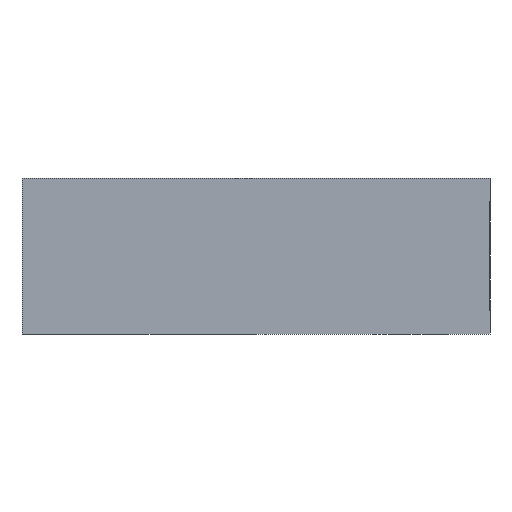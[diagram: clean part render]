
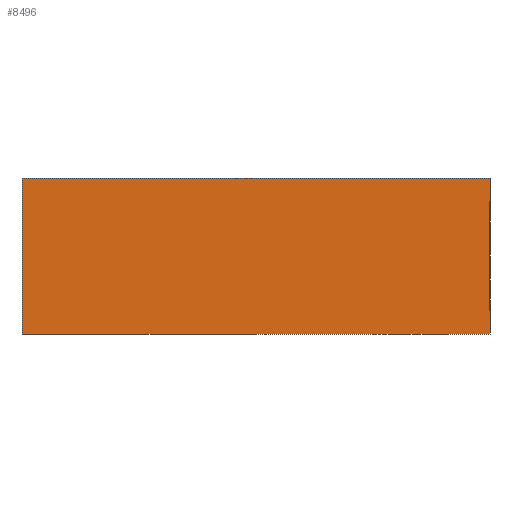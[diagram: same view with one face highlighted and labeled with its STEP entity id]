
A CAD part, left-side view. The second image highlights one B-rep face of the part: STEP entity #8496.
In plain terms, the highlighted planar face has unit normal (-1, 0, 0).
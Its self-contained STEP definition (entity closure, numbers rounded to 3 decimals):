
#3045=DIRECTION('',(0.,1.,0.));
#3046=VECTOR('',#3045,15.);
#3047=CARTESIAN_POINT('',(-7.5,-7.5,-2.5));
#3048=LINE('',#3047,#3046);
#3083=DIRECTION('',(0.,0.,-1.));
#3084=VECTOR('',#3083,5.);
#3085=CARTESIAN_POINT('',(-7.5,7.5,2.5));
#3086=LINE('',#3085,#3084);
#3091=DIRECTION('',(0.,0.,1.));
#3092=VECTOR('',#3091,3.5);
#3093=CARTESIAN_POINT('',(-7.5,-7.48,-1.75));
#3094=LINE('',#3093,#3092);
#3095=DIRECTION('',(0.,1.,0.));
#3096=VECTOR('',#3095,0.02);
#3097=CARTESIAN_POINT('',(-7.5,-7.5,-1.75));
#3098=LINE('',#3097,#3096);
#3099=DIRECTION('',(0.,1.,0.));
#3100=VECTOR('',#3099,15.);
#3101=CARTESIAN_POINT('',(-7.5,-7.5,2.5));
#3102=LINE('',#3101,#3100);
#3103=DIRECTION('',(0.,1.,0.));
#3104=VECTOR('',#3103,0.02);
#3105=CARTESIAN_POINT('',(-7.5,-7.5,1.75));
#3106=LINE('',#3105,#3104);
#3317=DIRECTION('',(0.,0.,1.));
#3318=VECTOR('',#3317,0.75);
#3319=CARTESIAN_POINT('',(-7.5,-7.5,1.75));
#3320=LINE('',#3319,#3318);
#3329=DIRECTION('',(0.,0.,1.));
#3330=VECTOR('',#3329,0.75);
#3331=CARTESIAN_POINT('',(-7.5,-7.5,-2.5));
#3332=LINE('',#3331,#3330);
#3721=CARTESIAN_POINT('',(-7.5,7.5,2.5));
#3723=VERTEX_POINT('',#3721);
#4043=CARTESIAN_POINT('',(-7.5,7.5,-2.5));
#4045=VERTEX_POINT('',#4043);
#4201=CARTESIAN_POINT('',(-7.5,-7.5,2.5));
#4202=VERTEX_POINT('',#4201);
#4308=CARTESIAN_POINT('',(-7.5,-7.5,-2.5));
#4309=VERTEX_POINT('',#4308);
#4447=CARTESIAN_POINT('',(-7.5,-7.48,-1.75));
#4448=CARTESIAN_POINT('',(-7.5,-7.48,1.75));
#4449=VERTEX_POINT('',#4447);
#4450=VERTEX_POINT('',#4448);
#4451=CARTESIAN_POINT('',(-7.5,-7.5,-1.75));
#4452=VERTEX_POINT('',#4451);
#4453=CARTESIAN_POINT('',(-7.5,-7.5,1.75));
#4454=VERTEX_POINT('',#4453);
#8475=CARTESIAN_POINT('',(-7.5,3.858,0.));
#8476=DIRECTION('',(-1.,0.,0.));
#8477=DIRECTION('',(0.,0.,1.));
#8478=AXIS2_PLACEMENT_3D('',#8475,#8476,#8477);
#8479=PLANE('',#8478);
#8481=ORIENTED_EDGE('',*,*,#8480,.F.);
#8483=ORIENTED_EDGE('',*,*,#8482,.F.);
#8485=ORIENTED_EDGE('',*,*,#8484,.F.);
#8486=ORIENTED_EDGE('',*,*,#8436,.T.);
#8487=ORIENTED_EDGE('',*,*,#8466,.F.);
#8489=ORIENTED_EDGE('',*,*,#8488,.F.);
#8491=ORIENTED_EDGE('',*,*,#8490,.F.);
#8493=ORIENTED_EDGE('',*,*,#8492,.T.);
#8494=EDGE_LOOP('',(#8481,#8483,#8485,#8486,#8487,#8489,#8491,#8493));
#8495=FACE_OUTER_BOUND('',#8494,.F.);
#8436=EDGE_CURVE('',#4309,#4045,#3048,.T.);
#8466=EDGE_CURVE('',#3723,#4045,#3086,.T.);
#8480=EDGE_CURVE('',#4449,#4450,#3094,.T.);
#8482=EDGE_CURVE('',#4452,#4449,#3098,.T.);
#8484=EDGE_CURVE('',#4309,#4452,#3332,.T.);
#8488=EDGE_CURVE('',#4202,#3723,#3102,.T.);
#8490=EDGE_CURVE('',#4454,#4202,#3320,.T.);
#8492=EDGE_CURVE('',#4454,#4450,#3106,.T.);
#8496=ADVANCED_FACE('',(#8495),#8479,.T.);
